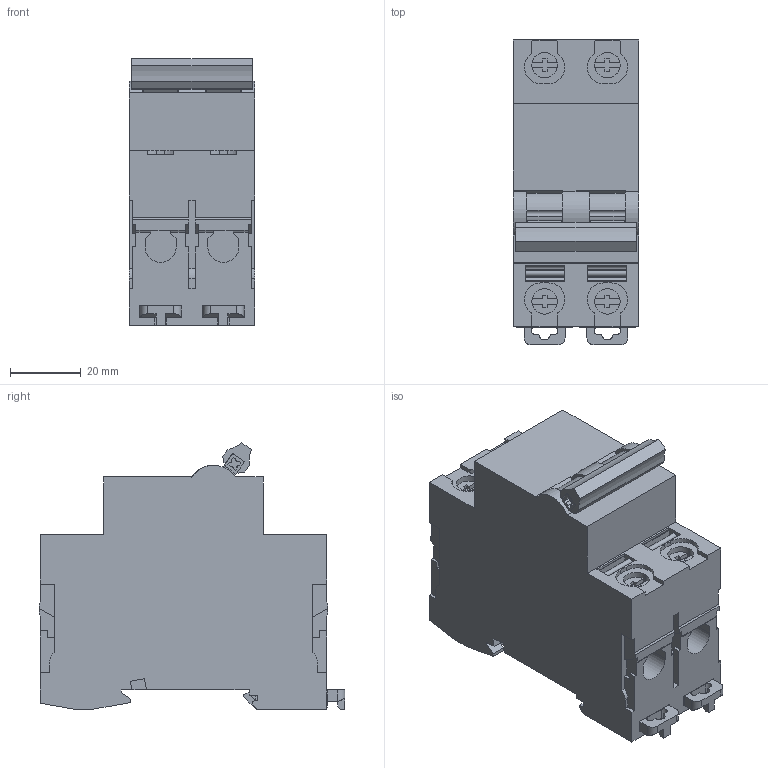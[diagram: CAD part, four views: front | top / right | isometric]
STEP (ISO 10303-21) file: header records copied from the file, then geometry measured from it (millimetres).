
FILE_DESCRIPTION((''),'2;1');
FILE_NAME('SB112329_3D-SIMPLIFIED_ASM','2016-05-20T',('gpezzani'),(''),'PRO/ENGINEER BY PARAMETRIC TECHNOLOGY CORPORATION, 2014090','PRO/ENGINEER BY PARAMETRIC TECHNOLOGY CORPORATION, 2014090','');
FILE_SCHEMA(('CONFIG_CONTROL_DESIGN'));
Length unit declared in the file: millimetre
Products named in the file (5): MANIFOLD_SOLID_BREP_17383; MANIFOLD_SOLID_BREP_21453; SB100493_CAD3D_WRAP_1_ASM_ASM; SB110717_3D-SIMPLIFIED_ASM_ASM; SB112329_3D-SIMPLIFIED_ASM
Assembly tree (4 placements, depth 4):
  SB112329_3D-SIMPLIFIED_ASM
    SB110717_3D-SIMPLIFIED_ASM_ASM
      SB100493_CAD3D_WRAP_1_ASM_ASM
        MANIFOLD_SOLID_BREP_17383
        MANIFOLD_SOLID_BREP_21453
Bounding box: 35.4 x 86.2 x 75.15 mm (x, y, z)
Volume: 154977.6 mm3; surface area: 28704 mm2
Topology: 2 solids, 2 shells, 655 faces, 1990 edges, 1340 vertices
Faces by surface type: plane 550, cylinder 105
Entity records: 22396 total; most frequent: CARTESIAN_POINT 4043, ORIENTED_EDGE 3980, DIRECTION 3643, EDGE_CURVE 1990, VECTOR 1651, LINE 1651, VERTEX_POINT 1340, AXIS2_PLACEMENT_3D 996
